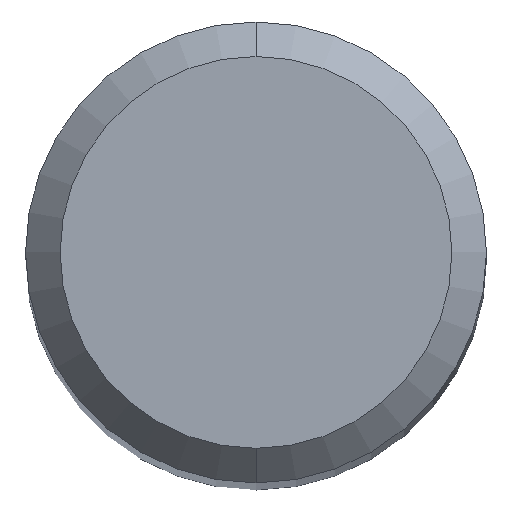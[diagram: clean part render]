
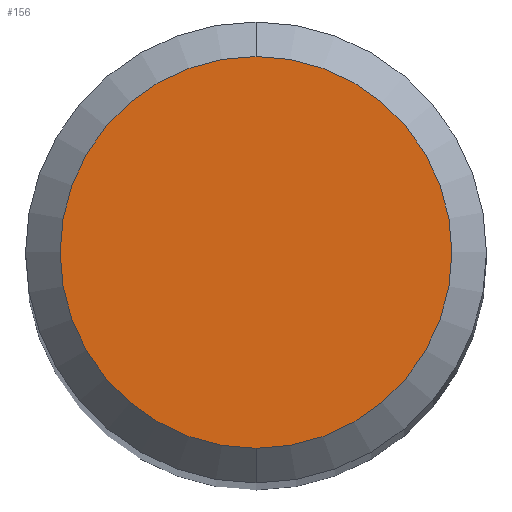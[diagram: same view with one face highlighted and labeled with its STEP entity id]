
A CAD part, top view. The second image highlights one B-rep face of the part: STEP entity #156.
In plain terms, the highlighted planar face has unit normal (0, 0, 1).
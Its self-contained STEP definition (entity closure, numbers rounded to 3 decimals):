
#100=EDGE_CURVE('',#204,#138,#250,.T.);
#138=VERTEX_POINT('',#295);
#156=ADVANCED_FACE('',(#315),#316,.T.);
#204=VERTEX_POINT('',#369);
#220=EDGE_CURVE('',#138,#204,#385,.T.);
#250=CIRCLE('',#409,1.7);
#295=CARTESIAN_POINT('',(0.0,1.7,0.0));
#315=FACE_OUTER_BOUND('',#488,.T.);
#316=PLANE('',#489);
#369=CARTESIAN_POINT('',(0.,-1.7,0.0));
#385=CIRCLE('',#578,1.7);
#409=AXIS2_PLACEMENT_3D('',#597,#598,#599);
#488=EDGE_LOOP('',(#684,#685));
#489=AXIS2_PLACEMENT_3D('',#686,#687,#688);
#578=AXIS2_PLACEMENT_3D('',#763,#764,#765);
#597=CARTESIAN_POINT('',(0.0,0.0,0.0));
#598=DIRECTION('',(0.0,0.0,-1.0));
#599=DIRECTION('',(0.0,1.0,0.0));
#684=ORIENTED_EDGE('',*,*,#220,.F.);
#685=ORIENTED_EDGE('',*,*,#100,.F.);
#686=CARTESIAN_POINT('',(0.0,0.85,0.0));
#687=DIRECTION('',(-0.0,0.0,1.0));
#688=DIRECTION('',(0.0,-1.0,0.0));
#763=CARTESIAN_POINT('',(0.0,0.0,0.0));
#764=DIRECTION('',(0.0,0.0,-1.0));
#765=DIRECTION('',(0.0,1.0,0.0));
